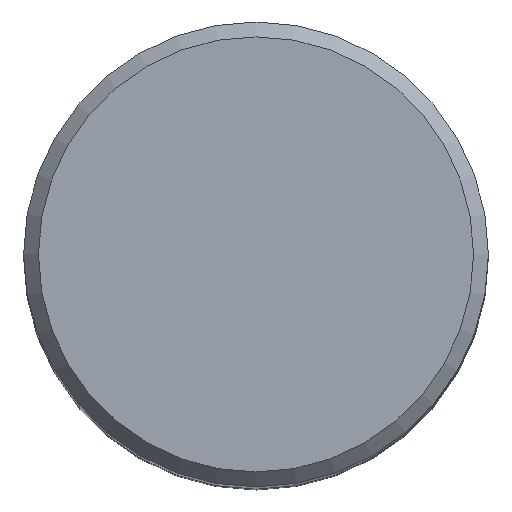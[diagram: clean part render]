
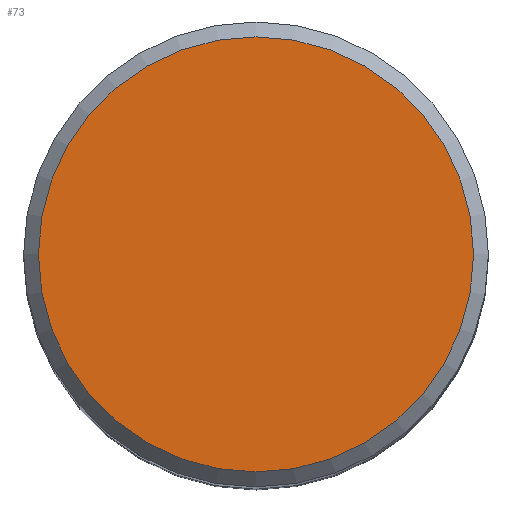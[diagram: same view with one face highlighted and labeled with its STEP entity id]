
A CAD part, top view. The second image highlights one B-rep face of the part: STEP entity #73.
In plain terms, the highlighted planar face has unit normal (0, 0, 1).
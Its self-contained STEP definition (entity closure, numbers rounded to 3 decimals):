
#73=ADVANCED_FACE('',(#89),#84,.T.);
#84=PLANE('',#180);
#89=FACE_OUTER_BOUND('',#94,.T.);
#94=EDGE_LOOP('',(#110));
#110=ORIENTED_EDGE('',*,*,#135,.F.);
#126=VERTEX_POINT('',#249);
#135=EDGE_CURVE('',#126,#126,#143,.T.);
#143=CIRCLE('',#179,8.915);
#179=AXIS2_PLACEMENT_3D('',#248,#206,#207);
#180=AXIS2_PLACEMENT_3D('',#250,#208,#209);
#206=DIRECTION('',(0.,0.,-1.));
#207=DIRECTION('',(-1.,0.,0.));
#208=DIRECTION('',(0.,0.,1.));
#209=DIRECTION('',(1.,0.,0.));
#248=CARTESIAN_POINT('',(0.,0.,44.45));
#249=CARTESIAN_POINT('',(-8.915,0.,44.45));
#250=CARTESIAN_POINT('',(8.915,0.,44.45));
